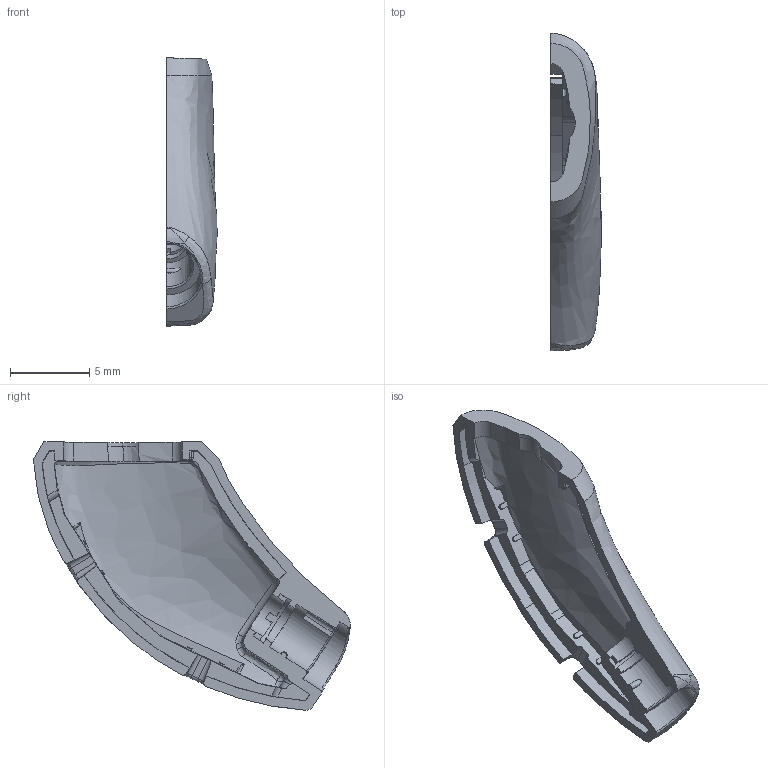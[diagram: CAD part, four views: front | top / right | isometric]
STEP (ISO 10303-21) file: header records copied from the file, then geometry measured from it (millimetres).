
FILE_DESCRIPTION (( 'STEP AP203' ), '1' );
FILE_NAME ('7146-01015_ENCLOSURE_RIGHT.STEP', '2019-07-10T20:38:46', ( '' ), ( '' ), 'SwSTEP 2.0', 'SolidWorks 2018', '' );
FILE_SCHEMA (( 'CONFIG_CONTROL_DESIGN' ));
Length unit declared in the file: millimetre
Products named in the file (1): 7146-01015_ENCLOSURE_RIGHT
Bounding box: 3.19 x 20.07 x 16.99 mm (x, y, z)
Volume: 298.2 mm3; surface area: 589.6 mm2
Topology: 1 solids, 1 shells, 178 faces, 507 edges, 331 vertices
Faces by surface type: plane 67, bspline 52, cylinder 40, cone 17, sphere 2
Entity records: 16467 total; most frequent: CARTESIAN_POINT 12473, ORIENTED_EDGE 1014, DIRECTION 580, EDGE_CURVE 507, VERTEX_POINT 331, VECTOR 196, LINE 196, AXIS2_PLACEMENT_3D 192
